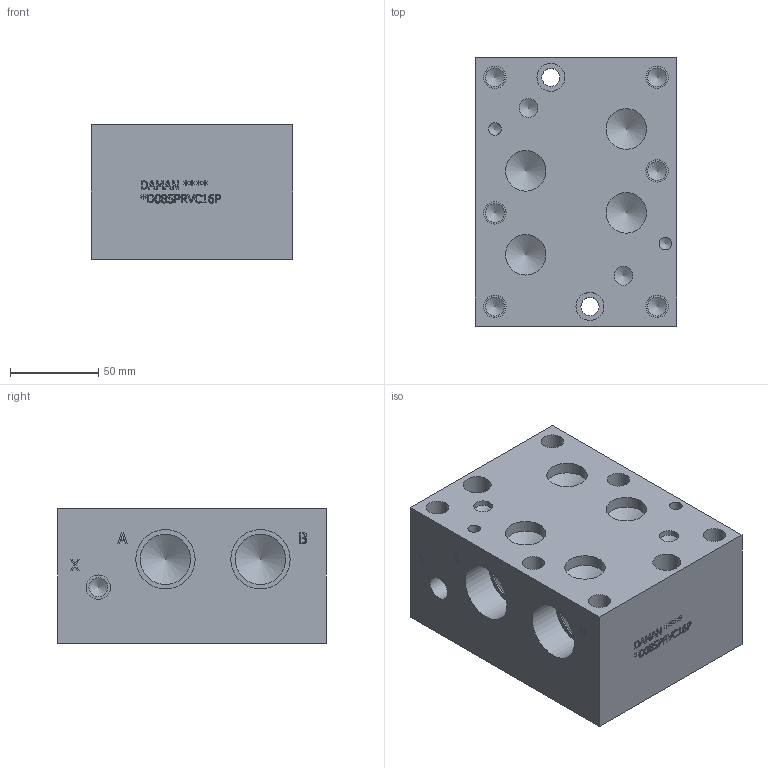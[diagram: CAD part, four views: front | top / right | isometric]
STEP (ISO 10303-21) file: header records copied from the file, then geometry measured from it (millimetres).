
FILE_DESCRIPTION(/* description */ (''),/* implementation_level */ '2;1');
FILE_NAME(/* name */ '_D08SPRVC16P.stp',/* time_stamp */ '2021-12-16T16:07:10-05:00',/* author */ ('bobbyh'),/* organization */ (''),/* preprocessor_version */ 'ST-DEVELOPER v18',/* originating_system */ 'Autodesk Inventor 2020',/* authorisation */ '');
FILE_SCHEMA (('AUTOMOTIVE_DESIGN { 1 0 10303 214 3 1 1 }'));
Length unit declared in the file: millimetre
Products named in the file (1): Part__D08SPRVC16P_3D
Bounding box: 114.3 x 152.4 x 76.2 mm (x, y, z)
Volume: 1137440.6 mm3; surface area: 108222 mm2
Topology: 1 solids, 1 shells, 571 faces, 1563 edges, 1057 vertices
Faces by surface type: plane 346, bspline 152, cylinder 46, cone 27
Full cylindrical faces by diameter (mm): 7.137 x2, 10.312 x2, 10.719 x10, 12.7 x7, 13.868 x2, 15.875 x2, 15.9 x1, 20.62 x1, 22.23 x1, 22.54 x1, 23.012 x4, 28.575 x6, 30.16 x1, 33.706 x6
Entity records: 19232 total; most frequent: CARTESIAN_POINT 5145, ORIENTED_EDGE 3080, DIRECTION 2244, EDGE_CURVE 1540, LINE 1068, VECTOR 1068, VERTEX_POINT 1057, EDGE_LOOP 661
